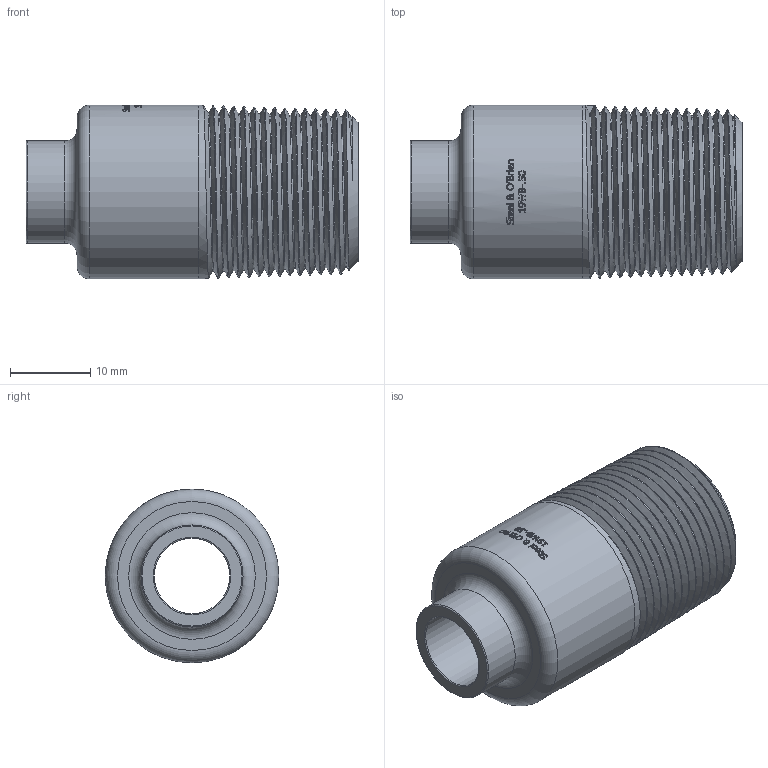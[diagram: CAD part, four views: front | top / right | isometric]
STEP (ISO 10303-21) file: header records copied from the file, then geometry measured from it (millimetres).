
FILE_DESCRIPTION(/* description */ (''),/* implementation_level */ '2;1');
FILE_NAME(/* name */ '19WB-.50.stp',/* time_stamp */ '2021-12-07T09:46:21-05:00',/* author */ ('rick'),/* organization */ (''),/* preprocessor_version */ 'ST-DEVELOPER v18.1',/* originating_system */ 'Autodesk Inventor 2020',/* authorisation */ '');
FILE_SCHEMA (('AUTOMOTIVE_DESIGN { 1 0 10303 214 3 1 1 }'));
Length unit declared in the file: inch
Products named in the file (1): 19WB-.50
Bounding box: 41.27 x 21.58 x 21.58 mm (x, y, z)
Volume: 6869.7 mm3; surface area: 5449.6 mm2
Topology: 1 solids, 1 shells, 374 faces, 1021 edges, 684 vertices
Faces by surface type: bspline 181, plane 134, cylinder 38, cone 16, torus 5
Full cylindrical faces by diameter (mm): 9.398 x1, 12.7 x1, 15.748 x1, 21.582 x1
Entity records: 24168 total; most frequent: CARTESIAN_POINT 15690, ORIENTED_EDGE 2050, DIRECTION 1214, EDGE_CURVE 1025, VERTEX_POINT 688, LINE 442, VECTOR 442, EDGE_LOOP 411
